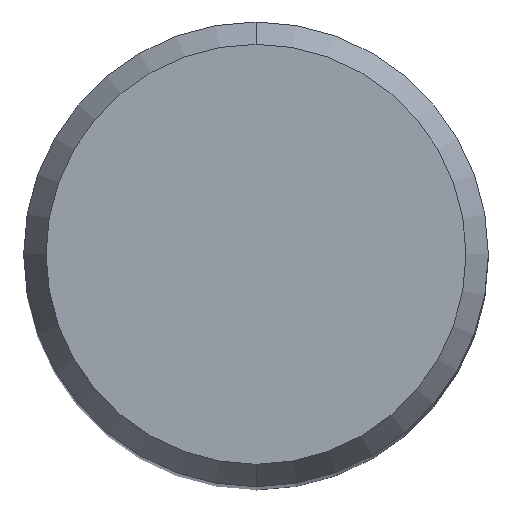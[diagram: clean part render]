
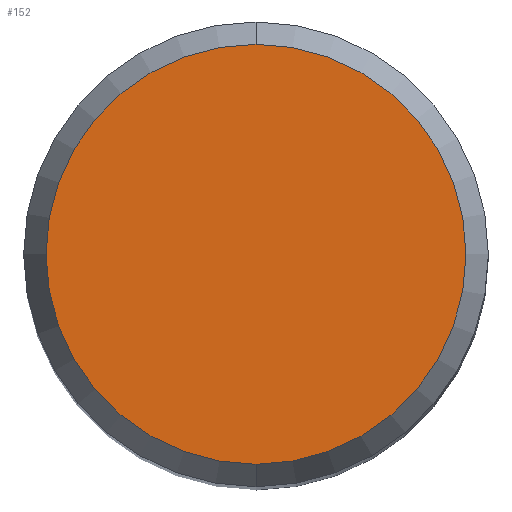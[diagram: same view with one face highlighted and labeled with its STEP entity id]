
A CAD part, top view. The second image highlights one B-rep face of the part: STEP entity #152.
In plain terms, the highlighted planar face has unit normal (0, 0, 1).
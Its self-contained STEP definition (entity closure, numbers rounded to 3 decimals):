
#152=ADVANCED_FACE('',(#296),#297,.T.);
#156=EDGE_CURVE('',#164,#206,#301,.T.);
#164=VERTEX_POINT('',#310);
#198=EDGE_CURVE('',#206,#164,#349,.T.);
#206=VERTEX_POINT('',#359);
#296=FACE_OUTER_BOUND('',#460,.T.);
#297=PLANE('',#461);
#301=CIRCLE('',#468,4.304);
#310=CARTESIAN_POINT('',(0.,-4.304,0.01));
#349=CIRCLE('',#525,4.304);
#359=CARTESIAN_POINT('',(0.0,4.304,0.01));
#460=EDGE_LOOP('',(#626,#627));
#461=AXIS2_PLACEMENT_3D('',#628,#629,#630);
#468=AXIS2_PLACEMENT_3D('',#632,#633,#634);
#525=AXIS2_PLACEMENT_3D('',#699,#700,#701);
#626=ORIENTED_EDGE('',*,*,#198,.F.);
#627=ORIENTED_EDGE('',*,*,#156,.F.);
#628=CARTESIAN_POINT('',(0.0,2.152,0.01));
#629=DIRECTION('',(-0.0,0.0,1.0));
#630=DIRECTION('',(0.0,-1.0,0.0));
#632=CARTESIAN_POINT('',(0.0,0.0,0.01));
#633=DIRECTION('',(0.0,0.0,-1.0));
#634=DIRECTION('',(0.0,1.0,0.0));
#699=CARTESIAN_POINT('',(0.0,0.0,0.01));
#700=DIRECTION('',(0.0,0.0,-1.0));
#701=DIRECTION('',(0.0,1.0,0.0));
